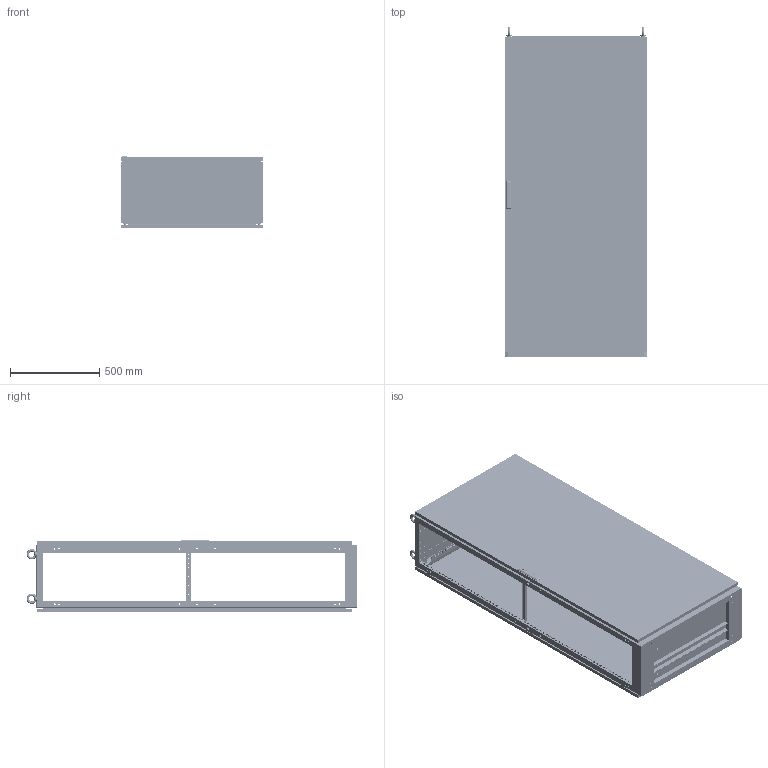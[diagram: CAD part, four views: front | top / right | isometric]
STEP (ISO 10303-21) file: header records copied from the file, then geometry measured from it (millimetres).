
FILE_DESCRIPTION (( 'STEP AP214' ), '1' );
FILE_NAME ('0395-8018-40-07.step', '2022-07-12T05:46:09', ( '' ), ( '' ), 'SwSTEP 2.0', 'SolidWorks 2019', '' );
FILE_SCHEMA (( 'AUTOMOTIVE_DESIGN' ));
Length unit declared in the file: millimetre
Products named in the file (7): TuerR_s_0395-8018-00-97; Tiefenstrebe_s_0396-0006-40-00; Bodenplattensatz_s_0396-8000-40-03; 0395-8018-40-07; Dachplatte_as_0395-8000-40-07; Korpus_as_8018-40; Rueckwand_s_0395-8018-03-97
Assembly tree (7 placements, depth 2):
  0395-8018-40-07
    Korpus_as_8018-40
    TuerR_s_0395-8018-00-97
    Dachplatte_as_0395-8000-40-07
    Rueckwand_s_0395-8018-03-97
    Bodenplattensatz_s_0396-8000-40-03
    Tiefenstrebe_s_0396-0006-40-00  x2
Bounding box: 800 x 1857.99 x 408.5 mm (x, y, z)
Volume: 10766494.8 mm3; surface area: 11360360.9 mm2
Topology: 57 solids, 57 shells, 8352 faces, 23280 edges, 15434 vertices
Faces by surface type: plane 5044, cylinder 3030, cone 234, torus 24, bspline 20
Entity records: 306095 total; most frequent: CARTESIAN_POINT 48961, ORIENTED_EDGE 46080, DIRECTION 45526, EDGE_CURVE 23040, VECTOR 16380, LINE 16380, VERTEX_POINT 15276, AXIS2_PLACEMENT_3D 14573
